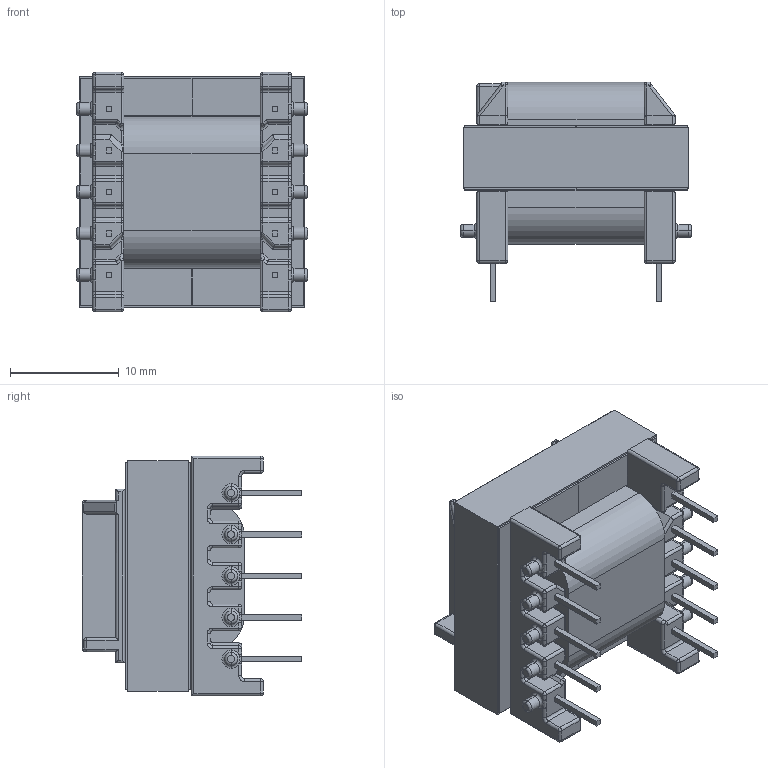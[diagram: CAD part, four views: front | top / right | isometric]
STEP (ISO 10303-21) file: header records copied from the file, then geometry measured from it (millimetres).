
FILE_DESCRIPTION (( 'STEP AP214' ), '1' );
FILE_NAME ('EE20H 5+5 transforer.STEP', '2023-09-17T01:16:37', ( '微软用户' ), ( '微软中国' ), 'SwSTEP 2.0', 'SolidWorks 2018', '' );
FILE_SCHEMA (( 'AUTOMOTIVE_DESIGN' ));
Length unit declared in the file: millimetre
Products named in the file (1): EE20H 5+5 transforer
Bounding box: 21.22 x 20.12 x 22 mm (x, y, z)
Volume: 4641.8 mm3; surface area: 6166.1 mm2
Topology: 5 solids, 5 shells, 886 faces, 2266 edges, 1364 vertices
Faces by surface type: plane 417, cylinder 244, bspline 99, torus 72, sphere 54
Entity records: 39538 total; most frequent: CARTESIAN_POINT 9249, ORIENTED_EDGE 4424, DIRECTION 4009, EDGE_CURVE 2212, LINE 1445, VECTOR 1445, VERTEX_POINT 1360, AXIS2_PLACEMENT_3D 1282
